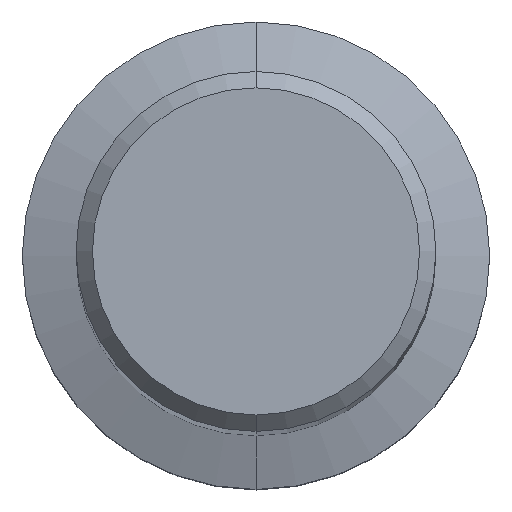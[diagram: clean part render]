
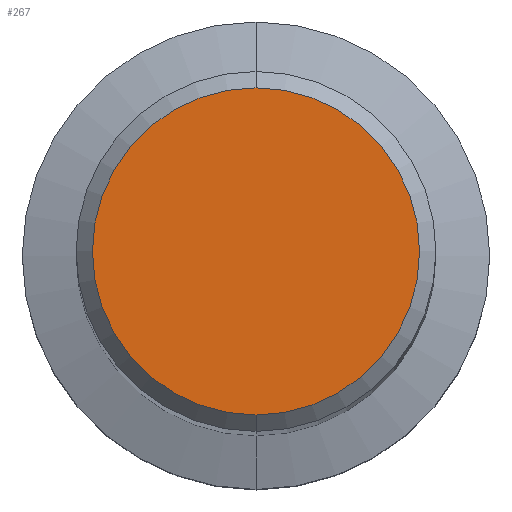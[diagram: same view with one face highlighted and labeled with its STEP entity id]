
A CAD part, top view. The second image highlights one B-rep face of the part: STEP entity #267.
In plain terms, the highlighted planar face has unit normal (0, 0, 1).
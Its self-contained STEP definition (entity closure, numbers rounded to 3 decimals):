
#267=ADVANCED_FACE('',(#629),#630,.T.);
#269=VERTEX_POINT('',#632);
#413=VERTEX_POINT('',#794);
#437=EDGE_CURVE('',#413,#269,#820,.T.);
#439=EDGE_CURVE('',#269,#413,#822,.T.);
#629=FACE_OUTER_BOUND('',#1052,.T.);
#630=PLANE('',#1053);
#632=CARTESIAN_POINT('',(0.,-10.0,0.0));
#794=CARTESIAN_POINT('',(0.0,10.0,0.0));
#820=CIRCLE('',#1521,10.0);
#822=CIRCLE('',#1524,10.0);
#1052=EDGE_LOOP('',(#1899,#1900));
#1053=AXIS2_PLACEMENT_3D('',#1901,#1902,#1903);
#1521=AXIS2_PLACEMENT_3D('',#2115,#2116,#2117);
#1524=AXIS2_PLACEMENT_3D('',#2118,#2119,#2120);
#1899=ORIENTED_EDGE('',*,*,#437,.F.);
#1900=ORIENTED_EDGE('',*,*,#439,.F.);
#1901=CARTESIAN_POINT('',(0.0,5.0,0.0));
#1902=DIRECTION('',(-0.0,0.0,1.0));
#1903=DIRECTION('',(0.0,-1.0,0.0));
#2115=CARTESIAN_POINT('',(0.0,0.0,0.0));
#2116=DIRECTION('',(0.0,0.0,-1.0));
#2117=DIRECTION('',(0.0,1.0,0.0));
#2118=CARTESIAN_POINT('',(0.0,0.0,0.0));
#2119=DIRECTION('',(0.0,0.0,-1.0));
#2120=DIRECTION('',(0.0,1.0,0.0));
